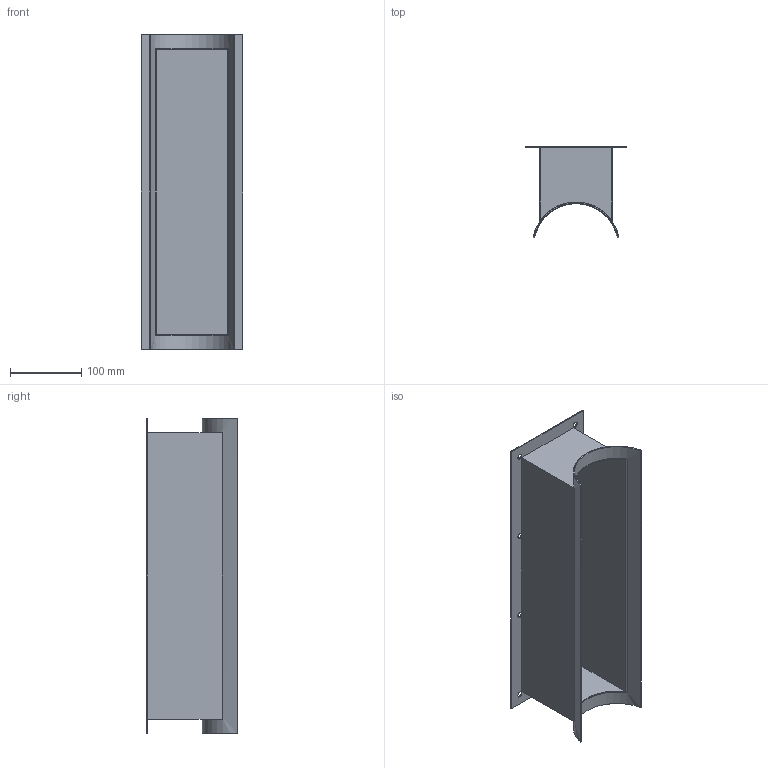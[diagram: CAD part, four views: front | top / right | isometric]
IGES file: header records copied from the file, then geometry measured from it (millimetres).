
Start section: SolidWorks IGES file using analytic representation for surfaces
Global section: file name: AAIDN120.igs; native system: SolidWorks 2016; preprocessor: SolidWorks 2016; author: engineernl; date: 160114.150406; units: millimetre
Bounding box: 143 x 127.85 x 443 mm (x, y, z)
Surface area: 388610.4 mm2 (no closed solid volume)
Topology: 0 solids, 0 shells, 40 faces, 932 edges, 932 vertices
Faces by surface type: bspline 21, revolution 19
